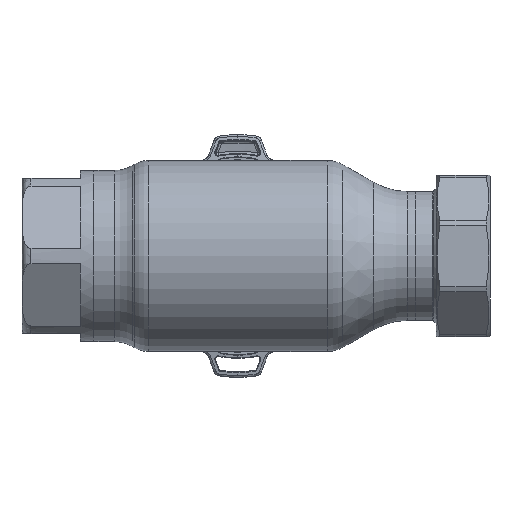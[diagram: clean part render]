
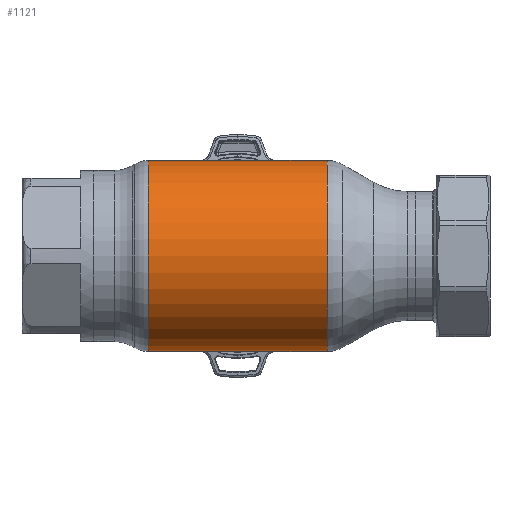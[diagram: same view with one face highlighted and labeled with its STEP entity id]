
A CAD part, front view. The second image highlights one B-rep face of the part: STEP entity #1121.
In plain terms, the highlighted cylindrical face has radius 42.5 mm (diameter 85 mm), a partial arc.
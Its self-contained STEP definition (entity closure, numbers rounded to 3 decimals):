
#25 = DIRECTION ( 'NONE',  ( 1., 0., 0. ) ) ;
#153 = ORIENTED_EDGE ( 'NONE', *, *, #16234, .T. ) ;
#159 = CARTESIAN_POINT ( 'NONE',  ( -39.749, 0., 0. ) ) ;
#1121 = ADVANCED_FACE ( 'NONE', ( #12893 ), #28681, .T. ) ;
#1636 = VERTEX_POINT ( 'NONE', #12985 ) ;
#1929 = LINE ( 'NONE', #5180, #32756 ) ;
#2795 = EDGE_CURVE ( 'NONE', #6034, #14566, #1929, .T. ) ;
#3516 = CARTESIAN_POINT ( 'NONE',  ( -39.749, 0., 42.5 ) ) ;
#4070 = DIRECTION ( 'NONE',  ( 1., 0., 0. ) ) ;
#5178 = CARTESIAN_POINT ( 'NONE',  ( 62.69, 0., 0. ) ) ;
#5180 = CARTESIAN_POINT ( 'NONE',  ( 62.69, 0., -42.5 ) ) ;
#6034 = VERTEX_POINT ( 'NONE', #21709 ) ;
#7735 = DIRECTION ( 'NONE',  ( 1., 0., 0. ) ) ;
#9790 = CARTESIAN_POINT ( 'NONE',  ( 39.749, 0., -42.5 ) ) ;
#10707 = ORIENTED_EDGE ( 'NONE', *, *, #25692, .F. ) ;
#11664 = VECTOR ( 'NONE', #4070, 1000. ) ;
#12893 = FACE_OUTER_BOUND ( 'NONE', #17188, .T. ) ;
#12985 = CARTESIAN_POINT ( 'NONE',  ( 39.749, 0., 42.5 ) ) ;
#14566 = VERTEX_POINT ( 'NONE', #9790 ) ;
#15178 = AXIS2_PLACEMENT_3D ( 'NONE', #5178, #25, #15658 ) ;
#15658 = DIRECTION ( 'NONE',  ( 0., 0., -1. ) ) ;
#16234 = EDGE_CURVE ( 'NONE', #26799, #6034, #26132, .T. ) ;
#16288 = EDGE_CURVE ( 'NONE', #1636, #14566, #26143, .T. ) ;
#17188 = EDGE_LOOP ( 'NONE', ( #10707, #153, #22891, #27170 ) ) ;
#19358 = LINE ( 'NONE', #22300, #11664 ) ;
#21709 = CARTESIAN_POINT ( 'NONE',  ( -39.749, 0., -42.5 ) ) ;
#21837 = DIRECTION ( 'NONE',  ( 0., 0., -1. ) ) ;
#22300 = CARTESIAN_POINT ( 'NONE',  ( 62.69, 0., 42.5 ) ) ;
#22891 = ORIENTED_EDGE ( 'NONE', *, *, #2795, .T. ) ;
#25692 = EDGE_CURVE ( 'NONE', #26799, #1636, #19358, .T. ) ;
#26132 = CIRCLE ( 'NONE', #32164, 42.5 ) ;
#26143 = CIRCLE ( 'NONE', #32727, 42.5 ) ;
#26399 = DIRECTION ( 'NONE',  ( 1., 0., 0. ) ) ;
#26799 = VERTEX_POINT ( 'NONE', #3516 ) ;
#27170 = ORIENTED_EDGE ( 'NONE', *, *, #16288, .F. ) ;
#28681 = CYLINDRICAL_SURFACE ( 'NONE', #15178, 42.5 ) ;
#30204 = CARTESIAN_POINT ( 'NONE',  ( 39.749, 0., 0. ) ) ;
#32164 = AXIS2_PLACEMENT_3D ( 'NONE', #159, #26399, #21837 ) ;
#32582 = DIRECTION ( 'NONE',  ( 0., 0., -1. ) ) ;
#32727 = AXIS2_PLACEMENT_3D ( 'NONE', #30204, #32762, #32582 ) ;
#32756 = VECTOR ( 'NONE', #7735, 1000. ) ;
#32762 = DIRECTION ( 'NONE',  ( 1., 0., 0. ) ) ;
